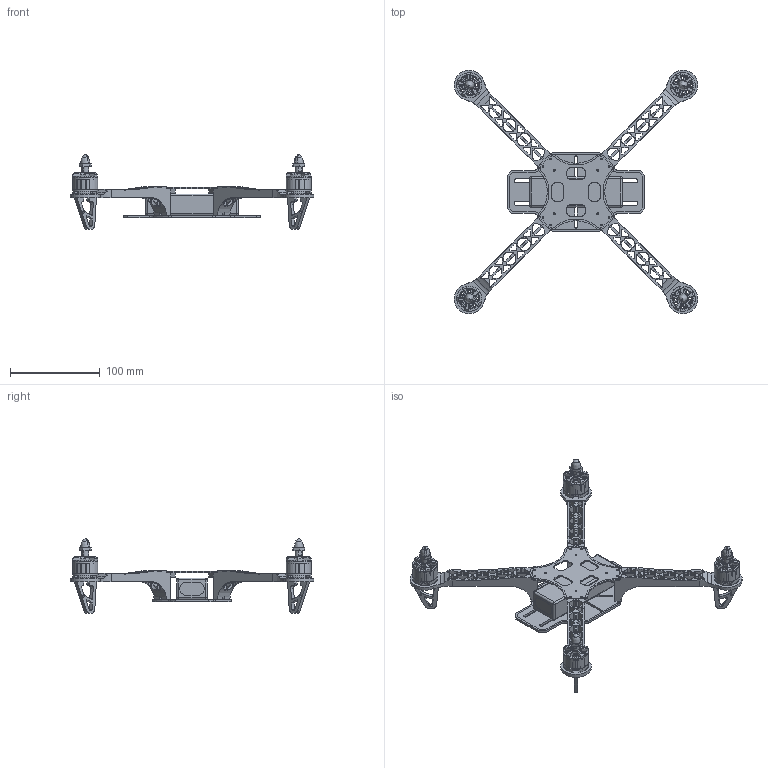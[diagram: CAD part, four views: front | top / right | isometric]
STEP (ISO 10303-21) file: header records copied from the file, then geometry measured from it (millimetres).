
FILE_DESCRIPTION(/* description */ (''),/* implementation_level */ '2;1');
FILE_NAME(/* name */ 'F330 chassis assembly v2.step',/* time_stamp */ '2023-10-05T19:11:11+08:00',/* author */ (''),/* organization */ (''),/* preprocessor_version */ 'ST-DEVELOPER v20',/* originating_system */ 'Autodesk Translation Framework v12.14.0.127',/* authorisation */ '');
FILE_SCHEMA (('AUTOMOTIVE_DESIGN { 1 0 10303 214 3 1 1 }'));
Products named in the file (8): F330 chassis assembly; DJI_F330_bottom_plate; DJI_F330_arm_black; DJI_F330_arm_white; DJI_F330_top_plate; Motor_CCW; Motor_CW; LiPo
Assembly tree (11 placements, depth 2):
  F330 chassis assembly
    DJI_F330_bottom_plate
    DJI_F330_arm_black  x2
    DJI_F330_arm_white  x2
    DJI_F330_top_plate
    Motor_CCW  x2
    Motor_CW  x2
    LiPo
Bounding box: 271.75 x 271.75 x 83.6 mm (x, y, z)
Volume: 232634.8 mm3; surface area: 162683.9 mm2
Topology: 103 solids, 103 shells, 2899 faces, 8331 edges, 5426 vertices
Faces by surface type: plane 1502, cylinder 1001, torus 176, cone 96, sphere 72, bspline 52
Full cylindrical faces by diameter (mm): 2 x4, 2.032 x20, 2.2 x12, 2.397 x4, 3 x40, 3.3 x8, 3.4 x8, 4.05 x8, 4.5 x12, 5 x4, 5.85 x20, 6.5 x8, 6.95 x8, 7 x4, 7.85 x4, 8 x16, 8.3 x4, 12 x4, 12.7 x1, 23.7 x4, 26 x12, 28 x12
Entity records: 61594 total; most frequent: CARTESIAN_POINT 17625, ORIENTED_EDGE 9014, DIRECTION 8737, EDGE_CURVE 4507, AXIS2_PLACEMENT_3D 3168, VERTEX_POINT 2974, LINE 2401, VECTOR 2401
